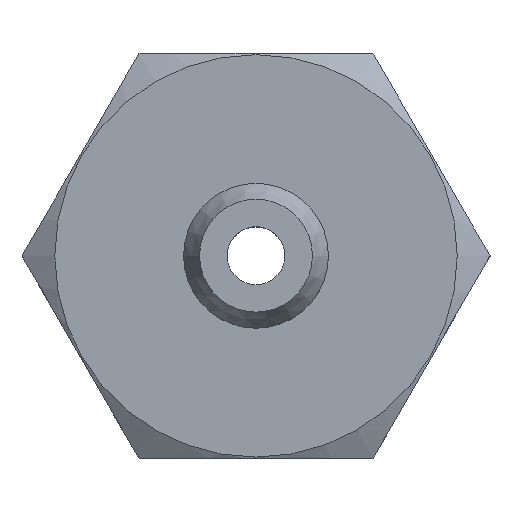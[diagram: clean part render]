
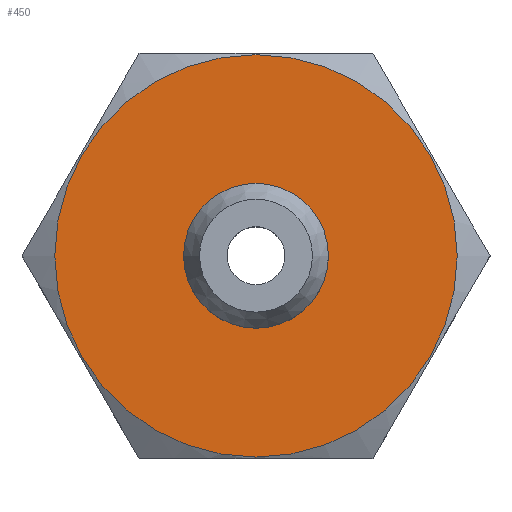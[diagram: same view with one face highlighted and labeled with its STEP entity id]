
A CAD part, top view. The second image highlights one B-rep face of the part: STEP entity #450.
In plain terms, the highlighted planar face has unit normal (0, 0, 1).
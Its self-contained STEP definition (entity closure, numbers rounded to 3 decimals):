
#26=CIRCLE('',#473,6.95);
#31=CIRCLE('',#482,2.5);
#98=ORIENTED_EDGE('',*,*,#143,.T.);
#99=ORIENTED_EDGE('',*,*,#148,.T.);
#143=EDGE_CURVE('',#170,#170,#26,.T.);
#148=EDGE_CURVE('',#175,#175,#31,.T.);
#170=VERTEX_POINT('',#680);
#175=VERTEX_POINT('',#694);
#213=EDGE_LOOP('',(#98));
#214=EDGE_LOOP('',(#99));
#251=FACE_BOUND('',#213,.T.);
#252=FACE_BOUND('',#214,.T.);
#280=PLANE('',#483);
#450=ADVANCED_FACE('',(#251,#252),#280,.T.);
#473=AXIS2_PLACEMENT_3D('',#679,#525,#526);
#482=AXIS2_PLACEMENT_3D('',#693,#543,#544);
#483=AXIS2_PLACEMENT_3D('',#695,#545,#546);
#525=DIRECTION('',(0.,0.,1.));
#526=DIRECTION('',(1.,0.,0.));
#543=DIRECTION('',(0.,0.,-1.));
#544=DIRECTION('',(1.,0.,0.));
#545=DIRECTION('',(0.,0.,1.));
#546=DIRECTION('',(1.,0.,0.));
#679=CARTESIAN_POINT('',(0.,0.,2.25));
#680=CARTESIAN_POINT('',(6.95,0.,2.25));
#693=CARTESIAN_POINT('',(0.,0.,2.25));
#694=CARTESIAN_POINT('',(2.5,0.,2.25));
#695=CARTESIAN_POINT('',(0.,0.,2.25));
